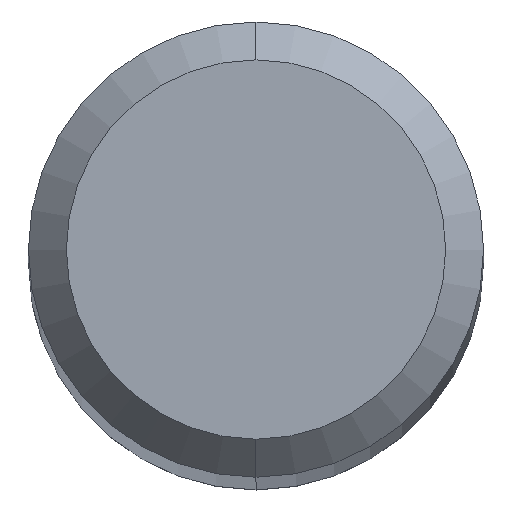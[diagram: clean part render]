
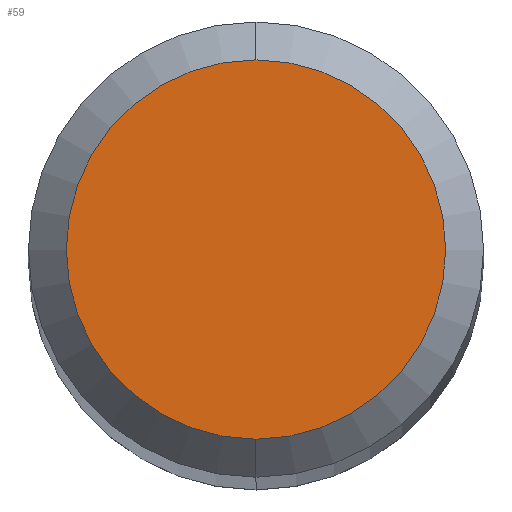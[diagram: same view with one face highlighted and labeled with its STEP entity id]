
A CAD part, top view. The second image highlights one B-rep face of the part: STEP entity #59.
In plain terms, the highlighted planar face has unit normal (0, 0, 1).
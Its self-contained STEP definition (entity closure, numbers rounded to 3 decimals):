
#59=ADVANCED_FACE('',(#113),#114,.T.);
#113=FACE_OUTER_BOUND('',#166,.T.);
#114=PLANE('',#167);
#166=EDGE_LOOP('',(#235,#236));
#167=AXIS2_PLACEMENT_3D('',#237,#238,#239);
#235=ORIENTED_EDGE('',*,*,#287,.F.);
#236=ORIENTED_EDGE('',*,*,#290,.F.);
#237=CARTESIAN_POINT('',(0.,1.25,93.1));
#238=DIRECTION('',(0.,0.0,1.0));
#239=DIRECTION('',(0.0,-1.0,0.0));
#287=EDGE_CURVE('',#328,#330,#331,.T.);
#290=EDGE_CURVE('',#330,#328,#334,.T.);
#328=VERTEX_POINT('',#374);
#330=VERTEX_POINT('',#377);
#331=CIRCLE('',#378,2.5);
#334=CIRCLE('',#382,2.5);
#374=CARTESIAN_POINT('',(0.,2.5,93.1));
#377=CARTESIAN_POINT('',(0.,-2.5,93.1));
#378=AXIS2_PLACEMENT_3D('',#420,#421,#422);
#382=AXIS2_PLACEMENT_3D('',#424,#425,#426);
#420=CARTESIAN_POINT('',(0.,0.0,93.1));
#421=DIRECTION('',(0.,0.0,-1.0));
#422=DIRECTION('',(0.0,1.0,0.0));
#424=CARTESIAN_POINT('',(0.,0.0,93.1));
#425=DIRECTION('',(0.,0.0,-1.0));
#426=DIRECTION('',(0.0,1.0,0.0));
